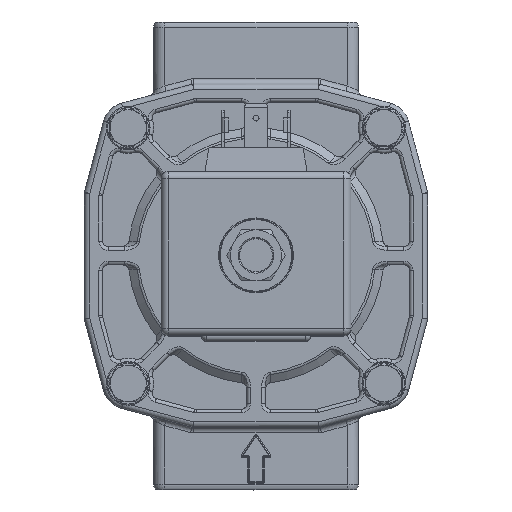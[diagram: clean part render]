
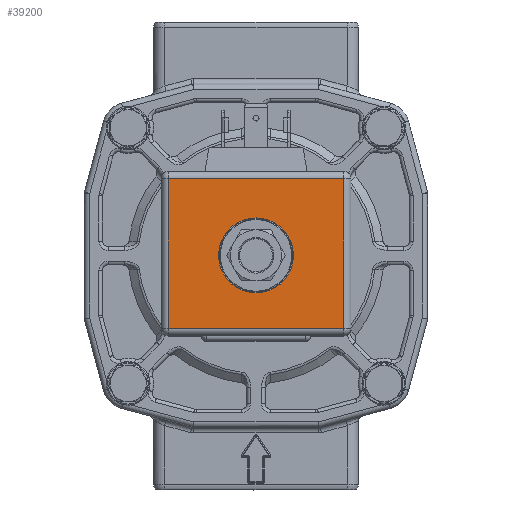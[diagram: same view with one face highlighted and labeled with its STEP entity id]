
A CAD part, top view. The second image highlights one B-rep face of the part: STEP entity #39200.
In plain terms, the highlighted planar face has unit normal (0, 0, -1).
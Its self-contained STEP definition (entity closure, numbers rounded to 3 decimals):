
#38167=DIRECTION('',(0.,-1.,0.));
#38168=VECTOR('',#38167,48.);
#38169=CARTESIAN_POINT('',(-20.,0.,19.25));
#38170=LINE('',#38169,#38168);
#38205=DIRECTION('',(-1.,0.,0.));
#38206=VECTOR('',#38205,41.);
#38207=CARTESIAN_POINT('',(21.,0.,19.25));
#38208=LINE('',#38207,#38206);
#38250=DIRECTION('',(0.,1.,0.));
#38251=VECTOR('',#38250,48.);
#38252=CARTESIAN_POINT('',(21.,-48.,19.25));
#38253=LINE('',#38252,#38251);
#38264=CARTESIAN_POINT('',(0.,-24.,19.25));
#38265=DIRECTION('',(0.,0.,-1.));
#38266=DIRECTION('',(1.,0.,0.));
#38267=AXIS2_PLACEMENT_3D('',#38264,#38265,#38266);
#38272=CARTESIAN_POINT('',(0.,-24.,19.25));
#38273=DIRECTION('',(0.,0.,-1.));
#38274=DIRECTION('',(-1.,0.,0.));
#38275=AXIS2_PLACEMENT_3D('',#38272,#38273,#38274);
#38287=DIRECTION('',(1.,0.,0.));
#38288=VECTOR('',#38287,41.);
#38289=CARTESIAN_POINT('',(-20.,-48.,19.25));
#38290=LINE('',#38289,#38288);
#38894=CARTESIAN_POINT('',(21.,-48.,19.25));
#38895=VERTEX_POINT('',#38894);
#38896=CARTESIAN_POINT('',(21.,0.,19.25));
#38897=VERTEX_POINT('',#38896);
#38898=CARTESIAN_POINT('',(-20.,0.,19.25));
#38899=VERTEX_POINT('',#38898);
#38900=CARTESIAN_POINT('',(-20.,-48.,19.25));
#38901=VERTEX_POINT('',#38900);
#38928=CARTESIAN_POINT('',(-10.25,-24.,19.25));
#38930=VERTEX_POINT('',#38928);
#38933=CARTESIAN_POINT('',(10.25,-24.,19.25));
#38935=VERTEX_POINT('',#38933);
#39182=CARTESIAN_POINT('',(0.5,-24.,19.25));
#39183=DIRECTION('',(0.,0.,1.));
#39184=DIRECTION('',(1.,0.,0.));
#39185=AXIS2_PLACEMENT_3D('',#39182,#39183,#39184);
#39186=PLANE('',#39185);
#39187=ORIENTED_EDGE('',*,*,#39083,.T.);
#39188=ORIENTED_EDGE('',*,*,#39043,.T.);
#39190=ORIENTED_EDGE('',*,*,#39189,.T.);
#39191=ORIENTED_EDGE('',*,*,#39166,.T.);
#39192=EDGE_LOOP('',(#39187,#39188,#39190,#39191));
#39193=FACE_OUTER_BOUND('',#39192,.F.);
#39195=ORIENTED_EDGE('',*,*,#39194,.T.);
#39197=ORIENTED_EDGE('',*,*,#39196,.T.);
#39198=EDGE_LOOP('',(#39195,#39197));
#39199=FACE_BOUND('',#39198,.F.);
#39200=ADVANCED_FACE('',(#39193,#39199),#39186,.F.);
#38268=CIRCLE('',#38267,10.25);
#38276=CIRCLE('',#38275,10.25);
#39043=EDGE_CURVE('',#38899,#38901,#38170,.T.);
#39083=EDGE_CURVE('',#38897,#38899,#38208,.T.);
#39166=EDGE_CURVE('',#38895,#38897,#38253,.T.);
#39189=EDGE_CURVE('',#38901,#38895,#38290,.T.);
#39194=EDGE_CURVE('',#38935,#38930,#38268,.T.);
#39196=EDGE_CURVE('',#38930,#38935,#38276,.T.);
